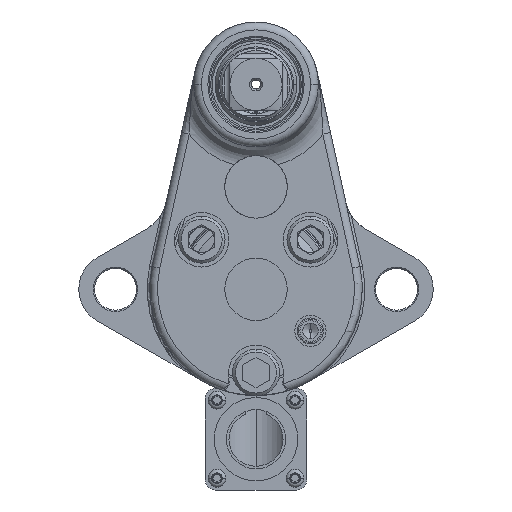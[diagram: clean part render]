
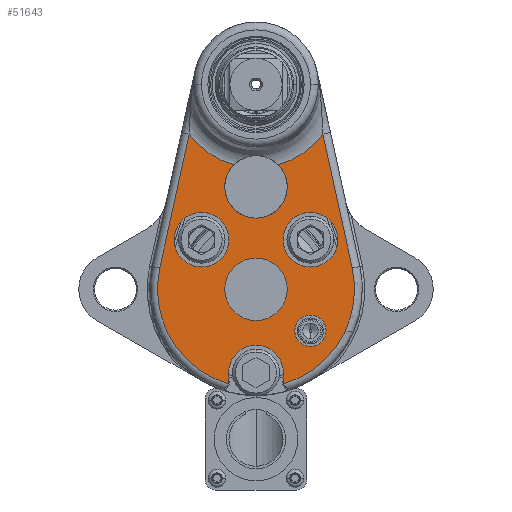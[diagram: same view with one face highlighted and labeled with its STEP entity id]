
A CAD part, left-side view. The second image highlights one B-rep face of the part: STEP entity #51643.
In plain terms, the highlighted planar face has unit normal (-1, 0, 0).
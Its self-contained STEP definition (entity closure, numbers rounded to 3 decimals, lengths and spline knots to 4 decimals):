
#50362=CARTESIAN_POINT('',(-15.9529,0.005,0.));
#50363=DIRECTION('',(-1.,0.,0.));
#50364=DIRECTION('',(0.,0.,-1.));
#50365=AXIS2_PLACEMENT_3D('',#50362,#50363,#50364);
#50367=CARTESIAN_POINT('',(-15.9529,0.005,0.));
#50368=DIRECTION('',(-1.,0.,0.));
#50369=DIRECTION('',(0.,0.,1.));
#50370=AXIS2_PLACEMENT_3D('',#50367,#50368,#50369);
#50372=CARTESIAN_POINT('',(-15.9529,0.658,0.595));
#50373=DIRECTION('',(1.,0.,0.));
#50374=DIRECTION('',(0.,0.,-1.));
#50375=AXIS2_PLACEMENT_3D('',#50372,#50373,#50374);
#50377=CARTESIAN_POINT('',(-15.9529,0.658,0.595));
#50378=DIRECTION('',(1.,0.,0.));
#50379=DIRECTION('',(0.,0.,1.));
#50380=AXIS2_PLACEMENT_3D('',#50377,#50378,#50379);
#50382=CARTESIAN_POINT('',(-15.9529,-0.648,0.595));
#50383=DIRECTION('',(-1.,0.,0.));
#50384=DIRECTION('',(0.,0.,-1.));
#50385=AXIS2_PLACEMENT_3D('',#50382,#50383,#50384);
#50387=CARTESIAN_POINT('',(-15.9529,-0.648,0.595));
#50388=DIRECTION('',(-1.,0.,0.));
#50389=DIRECTION('',(0.,0.,1.));
#50390=AXIS2_PLACEMENT_3D('',#50387,#50388,#50389);
#50392=CARTESIAN_POINT('',(-15.9529,-0.417,-1.1052));
#50393=DIRECTION('',(-1.,0.,0.));
#50394=DIRECTION('',(0.,1.,0.));
#50395=AXIS2_PLACEMENT_3D('',#50392,#50393,#50394);
#50397=DIRECTION('',(0.,0.,1.));
#50398=VECTOR('',#50397,0.1052);
#50399=CARTESIAN_POINT('',(-15.9529,-0.323,-1.1052));
#50400=LINE('',#50399,#50398);
#50401=CARTESIAN_POINT('',(-15.9529,0.005,-1.));
#50402=DIRECTION('',(-1.,0.,0.));
#50403=DIRECTION('',(0.,-1.,0.));
#50404=AXIS2_PLACEMENT_3D('',#50401,#50402,#50403);
#50406=DIRECTION('',(0.,0.,-1.));
#50407=VECTOR('',#50406,0.1052);
#50408=CARTESIAN_POINT('',(-15.9529,0.333,-1.));
#50409=LINE('',#50408,#50407);
#50410=CARTESIAN_POINT('',(-15.9529,0.427,-1.1052));
#50411=DIRECTION('',(-1.,0.,0.));
#50412=DIRECTION('',(0.,-0.948,-0.319));
#50413=AXIS2_PLACEMENT_3D('',#50410,#50411,#50412);
#50415=CARTESIAN_POINT('',(-15.9529,0.005,1.2293));
#50416=DIRECTION('',(-1.,0.,0.));
#50417=DIRECTION('',(0.,0.706,0.708));
#50418=AXIS2_PLACEMENT_3D('',#50415,#50416,#50417);
#50420=CARTESIAN_POINT('',(-15.9529,0.005,1.2293));
#50421=DIRECTION('',(-1.,0.,0.));
#50422=DIRECTION('',(0.,0.,-1.));
#50423=AXIS2_PLACEMENT_3D('',#50420,#50421,#50422);
#50425=CARTESIAN_POINT('',(-15.9529,-0.648,-0.5));
#50426=DIRECTION('',(-1.,0.,0.));
#50427=DIRECTION('',(0.,0.,1.));
#50428=AXIS2_PLACEMENT_3D('',#50425,#50426,#50427);
#50430=CARTESIAN_POINT('',(-15.9529,-0.648,-0.5));
#50431=DIRECTION('',(-1.,0.,0.));
#50432=DIRECTION('',(0.,0.,-1.));
#50433=AXIS2_PLACEMENT_3D('',#50430,#50431,#50432);
#50562=CARTESIAN_POINT('',(-15.9529,0.005,2.459));
#50563=DIRECTION('',(1.,0.,0.));
#50564=DIRECTION('',(0.,0.265,-0.964));
#50565=AXIS2_PLACEMENT_3D('',#50562,#50563,#50564);
#50582=CARTESIAN_POINT('',(-15.9529,0.005,2.459));
#50583=DIRECTION('',(1.,0.,0.));
#50584=DIRECTION('',(0.,-0.803,-0.597));
#50585=AXIS2_PLACEMENT_3D('',#50582,#50583,#50584);
#50596=CARTESIAN_POINT('',(-15.9529,0.8075,
1.8624));
#50609=DIRECTION('',(0.,0.214,-0.977));
#50610=VECTOR('',#50609,1.6471);
#50611=CARTESIAN_POINT('',(-15.9529,0.8075,
1.8624));
#50612=LINE('',#50611,#50610);
#50633=CARTESIAN_POINT('',(-15.9529,0.005,0.));
#50634=DIRECTION('',(-1.,0.,0.));
#50635=DIRECTION('',(0.,-0.281,-0.96));
#50636=AXIS2_PLACEMENT_3D('',#50633,#50634,#50635);
#50663=CARTESIAN_POINT('',(-15.9529,0.005,0.));
#50664=DIRECTION('',(-1.,0.,0.));
#50665=DIRECTION('',(0.,0.977,0.214));
#50666=AXIS2_PLACEMENT_3D('',#50663,#50664,#50665);
#50668=DIRECTION('',(0.,0.214,0.977));
#50669=VECTOR('',#50668,1.6471);
#50670=CARTESIAN_POINT('',(-15.9529,-1.1505,0.2535));
#50671=LINE('',#50670,#50669);
#51355=VERTEX_POINT('',#50596);
#51357=CARTESIAN_POINT('',(-15.9529,1.1605,0.2535));
#51358=VERTEX_POINT('',#51357);
#51361=CARTESIAN_POINT('',(-15.9529,-1.1505,0.2535));
#51362=CARTESIAN_POINT('',(-15.9529,-0.7975,
1.8624));
#51363=VERTEX_POINT('',#51361);
#51364=VERTEX_POINT('',#51362);
#51392=CARTESIAN_POINT('',(-15.9529,0.005,-0.375));
#51393=CARTESIAN_POINT('',(-15.9529,0.005,0.375));
#51394=VERTEX_POINT('',#51392);
#51395=VERTEX_POINT('',#51393);
#51404=CARTESIAN_POINT('',(-15.9529,0.005,0.8543));
#51405=CARTESIAN_POINT('',(-15.9529,-0.2599,1.4947));
#51406=VERTEX_POINT('',#51404);
#51407=VERTEX_POINT('',#51405);
#51408=CARTESIAN_POINT('',(-15.9529,0.2699,1.4947));
#51409=VERTEX_POINT('',#51408);
#51482=CARTESIAN_POINT('',(-15.9529,0.658,0.2665));
#51483=CARTESIAN_POINT('',(-15.9529,0.658,0.9235));
#51484=VERTEX_POINT('',#51482);
#51485=VERTEX_POINT('',#51483);
#51486=CARTESIAN_POINT('',(-15.9529,-0.648,0.2665));
#51487=CARTESIAN_POINT('',(-15.9529,-0.648,0.9235));
#51488=VERTEX_POINT('',#51486);
#51489=VERTEX_POINT('',#51487);
#51490=CARTESIAN_POINT('',(-15.9529,-0.323,-1.1052));
#51491=CARTESIAN_POINT('',(-15.9529,-0.3279,-1.1352));
#51492=VERTEX_POINT('',#51490);
#51493=VERTEX_POINT('',#51491);
#51494=CARTESIAN_POINT('',(-15.9529,-0.323,-1.));
#51495=VERTEX_POINT('',#51494);
#51496=CARTESIAN_POINT('',(-15.9529,0.333,-1.));
#51497=VERTEX_POINT('',#51496);
#51498=CARTESIAN_POINT('',(-15.9529,0.333,-1.1052));
#51499=VERTEX_POINT('',#51498);
#51500=CARTESIAN_POINT('',(-15.9529,0.3379,-1.1352));
#51501=VERTEX_POINT('',#51500);
#51570=CARTESIAN_POINT('',(-15.9529,-0.648,-0.6875));
#51571=CARTESIAN_POINT('',(-15.9529,-0.648,-0.3125));
#51572=VERTEX_POINT('',#51570);
#51573=VERTEX_POINT('',#51571);
#51586=CARTESIAN_POINT('',(-15.9529,0.005,0.));
#51587=DIRECTION('',(1.,0.,0.));
#51588=DIRECTION('',(0.,-1.,0.));
#51589=AXIS2_PLACEMENT_3D('',#51586,#51587,#51588);
#51590=PLANE('',#51589);
#51592=ORIENTED_EDGE('',*,*,#51591,.F.);
#51594=ORIENTED_EDGE('',*,*,#51593,.T.);
#51596=ORIENTED_EDGE('',*,*,#51595,.T.);
#51598=ORIENTED_EDGE('',*,*,#51597,.T.);
#51600=ORIENTED_EDGE('',*,*,#51599,.F.);
#51602=ORIENTED_EDGE('',*,*,#51601,.F.);
#51604=ORIENTED_EDGE('',*,*,#51603,.F.);
#51606=ORIENTED_EDGE('',*,*,#51605,.F.);
#51608=ORIENTED_EDGE('',*,*,#51607,.T.);
#51610=ORIENTED_EDGE('',*,*,#51609,.T.);
#51612=ORIENTED_EDGE('',*,*,#51611,.F.);
#51614=ORIENTED_EDGE('',*,*,#51613,.F.);
#51616=ORIENTED_EDGE('',*,*,#51615,.F.);
#51617=EDGE_LOOP('',(#51592,#51594,#51596,#51598,#51600,#51602,#51604,#51606,
#51608,#51610,#51612,#51614,#51616));
#51618=FACE_OUTER_BOUND('',#51617,.F.);
#51620=ORIENTED_EDGE('',*,*,#51619,.T.);
#51622=ORIENTED_EDGE('',*,*,#51621,.T.);
#51623=EDGE_LOOP('',(#51620,#51622));
#51624=FACE_BOUND('',#51623,.F.);
#51626=ORIENTED_EDGE('',*,*,#51625,.F.);
#51628=ORIENTED_EDGE('',*,*,#51627,.F.);
#51629=EDGE_LOOP('',(#51626,#51628));
#51630=FACE_BOUND('',#51629,.F.);
#51632=ORIENTED_EDGE('',*,*,#51631,.T.);
#51634=ORIENTED_EDGE('',*,*,#51633,.T.);
#51635=EDGE_LOOP('',(#51632,#51634));
#51636=FACE_BOUND('',#51635,.F.);
#51638=ORIENTED_EDGE('',*,*,#51637,.T.);
#51640=ORIENTED_EDGE('',*,*,#51639,.T.);
#51641=EDGE_LOOP('',(#51638,#51640));
#51642=FACE_BOUND('',#51641,.F.);
#51643=ADVANCED_FACE('',(#51618,#51624,#51630,#51636,#51642),#51590,.F.);
#50366=CIRCLE('',#50365,0.375);
#50371=CIRCLE('',#50370,0.375);
#50376=CIRCLE('',#50375,0.3285);
#50381=CIRCLE('',#50380,0.3285);
#50386=CIRCLE('',#50385,0.3285);
#50391=CIRCLE('',#50390,0.3285);
#50396=CIRCLE('',#50395,0.094);
#50405=CIRCLE('',#50404,0.328);
#50414=CIRCLE('',#50413,0.094);
#50419=CIRCLE('',#50418,0.375);
#50424=CIRCLE('',#50423,0.375);
#50429=CIRCLE('',#50428,0.1875);
#50434=CIRCLE('',#50433,0.1875);
#50566=CIRCLE('',#50565,1.);
#50586=CIRCLE('',#50585,1.);
#50637=CIRCLE('',#50636,1.183);
#50667=CIRCLE('',#50666,1.183);
#51591=EDGE_CURVE('',#51492,#51493,#50396,.T.);
#51593=EDGE_CURVE('',#51492,#51495,#50400,.T.);
#51595=EDGE_CURVE('',#51495,#51497,#50405,.T.);
#51597=EDGE_CURVE('',#51497,#51499,#50409,.T.);
#51599=EDGE_CURVE('',#51501,#51499,#50414,.T.);
#51601=EDGE_CURVE('',#51358,#51501,#50667,.T.);
#51603=EDGE_CURVE('',#51355,#51358,#50612,.T.);
#51605=EDGE_CURVE('',#51409,#51355,#50566,.T.);
#51607=EDGE_CURVE('',#51409,#51406,#50419,.T.);
#51609=EDGE_CURVE('',#51406,#51407,#50424,.T.);
#51611=EDGE_CURVE('',#51364,#51407,#50586,.T.);
#51613=EDGE_CURVE('',#51363,#51364,#50671,.T.);
#51615=EDGE_CURVE('',#51493,#51363,#50637,.T.);
#51619=EDGE_CURVE('',#51394,#51395,#50366,.T.);
#51621=EDGE_CURVE('',#51395,#51394,#50371,.T.);
#51625=EDGE_CURVE('',#51484,#51485,#50376,.T.);
#51627=EDGE_CURVE('',#51485,#51484,#50381,.T.);
#51631=EDGE_CURVE('',#51488,#51489,#50386,.T.);
#51633=EDGE_CURVE('',#51489,#51488,#50391,.T.);
#51637=EDGE_CURVE('',#51573,#51572,#50429,.T.);
#51639=EDGE_CURVE('',#51572,#51573,#50434,.T.);
